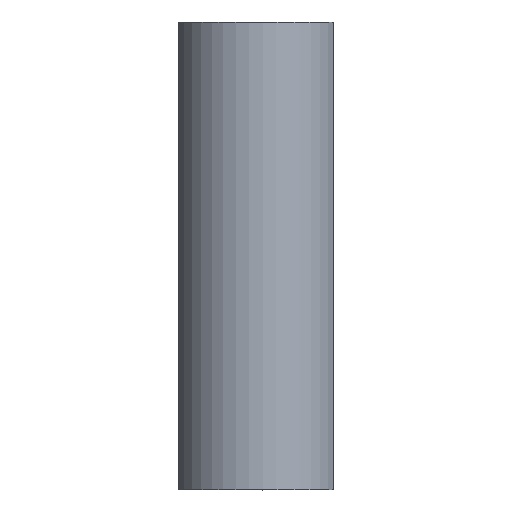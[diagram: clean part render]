
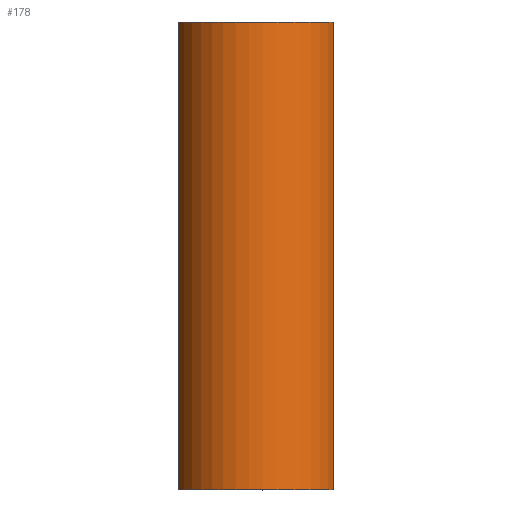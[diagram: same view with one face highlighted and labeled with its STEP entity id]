
A CAD part, top view. The second image highlights one B-rep face of the part: STEP entity #178.
In plain terms, the highlighted cylindrical face has radius 17.5 mm (diameter 35 mm), a partial arc.
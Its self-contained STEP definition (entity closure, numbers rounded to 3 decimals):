
#15=CIRCLE('',#209,17.5);
#16=CIRCLE('',#210,17.5);
#21=CYLINDRICAL_SURFACE('',#208,17.5);
#27=FACE_OUTER_BOUND('',#37,.T.);
#37=EDGE_LOOP('',(#132,#133,#134,#135));
#46=LINE('',#281,#64);
#54=LINE('',#299,#72);
#64=VECTOR('',#227,10.);
#72=VECTOR('',#239,10.);
#82=VERTEX_POINT('',#278);
#83=VERTEX_POINT('',#280);
#90=VERTEX_POINT('',#296);
#91=VERTEX_POINT('',#298);
#98=EDGE_CURVE('',#83,#82,#46,.T.);
#106=EDGE_CURVE('',#91,#90,#54,.T.);
#108=EDGE_CURVE('',#82,#91,#15,.T.);
#109=EDGE_CURVE('',#83,#90,#16,.T.);
#132=ORIENTED_EDGE('',*,*,#98,.T.);
#133=ORIENTED_EDGE('',*,*,#108,.T.);
#134=ORIENTED_EDGE('',*,*,#106,.T.);
#135=ORIENTED_EDGE('',*,*,#109,.F.);
#178=ADVANCED_FACE('',(#27),#21,.T.);
#208=AXIS2_PLACEMENT_3D('',#301,#241,#242);
#209=AXIS2_PLACEMENT_3D('',#302,#243,#244);
#210=AXIS2_PLACEMENT_3D('',#303,#245,#246);
#227=DIRECTION('',(0.,-1.,0.));
#239=DIRECTION('',(0.,1.,0.));
#241=DIRECTION('center_axis',(0.,1.,0.));
#242=DIRECTION('ref_axis',(-1.,0.,0.));
#243=DIRECTION('center_axis',(0.,1.,0.));
#244=DIRECTION('ref_axis',(-1.,0.,0.));
#245=DIRECTION('center_axis',(0.,1.,0.));
#246=DIRECTION('ref_axis',(-1.,0.,0.));
#278=CARTESIAN_POINT('',(-16.5,0.,5.831));
#280=CARTESIAN_POINT('',(-16.5,100.,5.831));
#281=CARTESIAN_POINT('',(-16.5,0.,5.831));
#296=CARTESIAN_POINT('',(16.493,100.,5.851));
#298=CARTESIAN_POINT('',(16.493,0.,5.851));
#299=CARTESIAN_POINT('',(16.493,0.,5.851));
#301=CARTESIAN_POINT('Origin',(0.,0.,0.));
#302=CARTESIAN_POINT('Origin',(0.,0.,0.));
#303=CARTESIAN_POINT('Origin',(0.,100.,0.));
